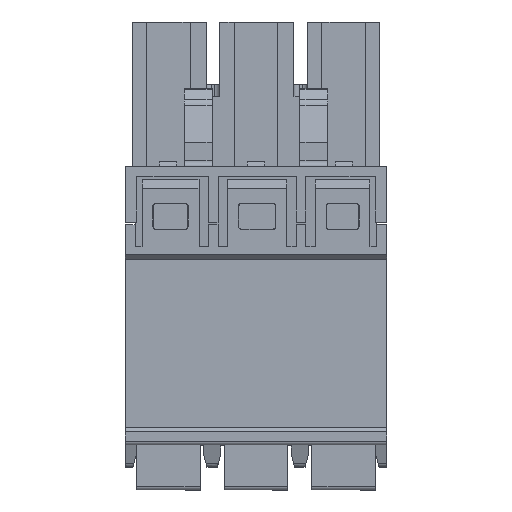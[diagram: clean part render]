
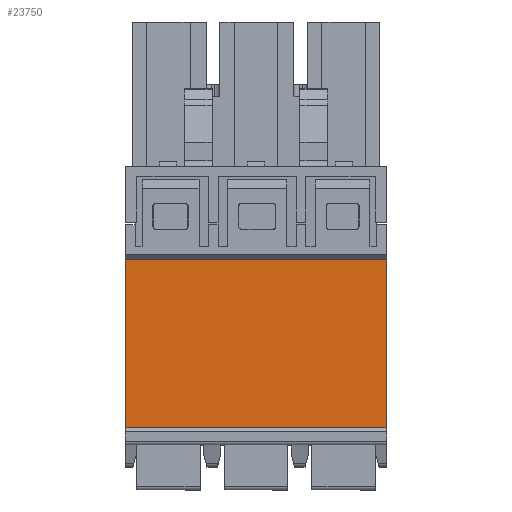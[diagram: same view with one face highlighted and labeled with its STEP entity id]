
A CAD part, top view. The second image highlights one B-rep face of the part: STEP entity #23750.
In plain terms, the highlighted face is planar.
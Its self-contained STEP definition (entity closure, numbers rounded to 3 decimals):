
#23360=CARTESIAN_POINT('',(32.526,22.96,
-17.268));
#23370=DIRECTION('',(0.,-1.,0.));
#23380=DIRECTION('',(0.,0.,1.));
#23390=AXIS2_PLACEMENT_3D('',#23360,#23370,#23380);
#23400=PLANE('',#23390);
#23410=CARTESIAN_POINT('',(32.497,22.96,
-1.24));
#23420=DIRECTION('',(-1.,0.,0.));
#23430=VECTOR('',#23420,1.);
#23440=LINE('',#23410,#23430);
#23450=CARTESIAN_POINT('',(41.814,22.96,
-1.24));
#23460=VERTEX_POINT('',#23450);
#23470=CARTESIAN_POINT('',(32.064,22.96,
-1.24));
#23480=VERTEX_POINT('',#23470);
#23490=EDGE_CURVE('',#23460,#23480,#23440,.T.);
#23500=ORIENTED_EDGE('',*,*,#23490,.F.);
#23510=CARTESIAN_POINT('',(32.064,22.96,
-13.89));
#23520=DIRECTION('',(0.,0.,-1.));
#23530=VECTOR('',#23520,1.);
#23540=LINE('',#23510,#23530);
#23550=CARTESIAN_POINT('',(32.064,22.96,
-16.38));
#23560=VERTEX_POINT('',#23550);
#23570=EDGE_CURVE('',#23480,#23560,#23540,.T.);
#23580=ORIENTED_EDGE('',*,*,#23570,.F.);
#23590=CARTESIAN_POINT('',(32.497,22.96,
-16.38));
#23600=DIRECTION('',(1.,0.,0.));
#23610=VECTOR('',#23600,1.);
#23620=LINE('',#23590,#23610);
#23630=CARTESIAN_POINT('',(41.814,22.96,
-16.38));
#23640=VERTEX_POINT('',#23630);
#23650=EDGE_CURVE('',#23560,#23640,#23620,.T.);
#23660=ORIENTED_EDGE('',*,*,#23650,.F.);
#23670=CARTESIAN_POINT('',(41.814,22.96,
-4.276));
#23680=DIRECTION('',(0.,0.,1.));
#23690=VECTOR('',#23680,1.);
#23700=LINE('',#23670,#23690);
#23710=EDGE_CURVE('',#23640,#23460,#23700,.T.);
#23720=ORIENTED_EDGE('',*,*,#23710,.F.);
#23730=EDGE_LOOP('',(#23720,#23660,#23580,#23500));
#23740=FACE_OUTER_BOUND('',#23730,.T.);
#23750=ADVANCED_FACE('',(#23740),#23400,.F.);
